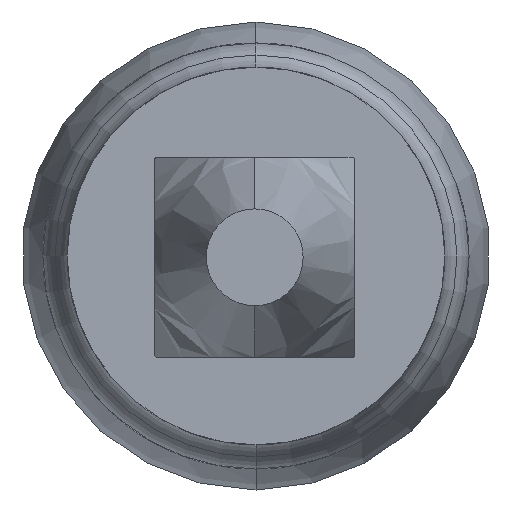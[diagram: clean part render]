
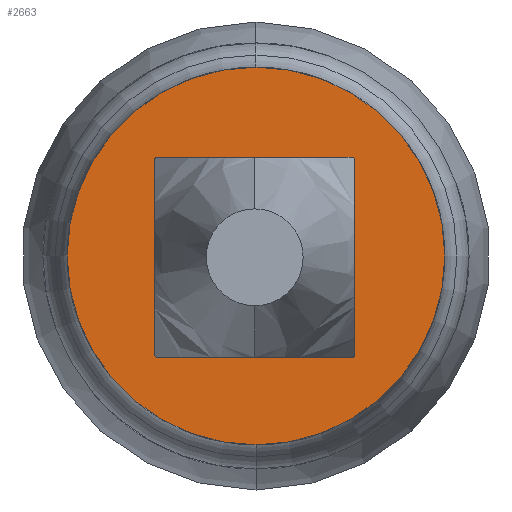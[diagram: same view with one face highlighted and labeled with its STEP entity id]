
A CAD part, front view. The second image highlights one B-rep face of the part: STEP entity #2663.
In plain terms, the highlighted planar face has unit normal (0, -1, 0).
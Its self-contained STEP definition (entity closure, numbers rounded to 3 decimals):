
#25 = CARTESIAN_POINT ( 'NONE',  ( -0.004, -30., -0.004 ) ) ;
#55 = VERTEX_POINT ( 'NONE', #1038 ) ;
#61 = VERTEX_POINT ( 'NONE', #3969 ) ;
#127 = CARTESIAN_POINT ( 'NONE',  ( 0.306, -30., 0. ) ) ;
#141 = LINE ( 'NONE', #2803, #3882 ) ;
#210 = DIRECTION ( 'NONE',  ( 0., -1., 0. ) ) ;
#236 = CARTESIAN_POINT ( 'NONE',  ( 0.301, -30., -0.314 ) ) ;
#273 = DIRECTION ( 'NONE',  ( 0., 0., 1. ) ) ;
#430 = CARTESIAN_POINT ( 'NONE',  ( -0.314, -30., 0.301 ) ) ;
#447 = EDGE_CURVE ( 'Defeature ausgef�hrt6_33+Defeature ausgef�hrt6_2+Defeature ausgef�hrt6_40+Defeature ausgef�hrt6_39', #55, #3623, #2717, .T. ) ;
#454 = CARTESIAN_POINT ( 'NONE',  ( -0.004, -30., -0.004 ) ) ;
#462 = ORIENTED_EDGE ( 'NONE', *, *, #1447, .T. ) ;
#473 = ORIENTED_EDGE ( 'NONE', *, *, #2802, .F. ) ;
#526 = DIRECTION ( 'NONE',  ( 0., 0., -1. ) ) ;
#600 = DIRECTION ( 'NONE',  ( 0., 0., 1. ) ) ;
#705 = AXIS2_PLACEMENT_3D ( 'NONE', #1165, #3726, #754 ) ;
#754 = DIRECTION ( 'NONE',  ( 0., 0., 1. ) ) ;
#913 = AXIS2_PLACEMENT_3D ( 'NONE', #454, #1158, #2969 ) ;
#946 = CARTESIAN_POINT ( 'NONE',  ( -0.004, -30., -0.004 ) ) ;
#949 = CARTESIAN_POINT ( 'NONE',  ( 0.585, -30., 0. ) ) ;
#960 = FACE_OUTER_BOUND ( 'NONE', #4590, .T. ) ;
#1013 = CARTESIAN_POINT ( 'NONE',  ( -0.309, -30., -0.314 ) ) ;
#1014 = AXIS2_PLACEMENT_3D ( 'NONE', #1814, #1826, #4382 ) ;
#1038 = CARTESIAN_POINT ( 'NONE',  ( 0.306, -30., 0.301 ) ) ;
#1158 = DIRECTION ( 'NONE',  ( 0., -1., 0. ) ) ;
#1163 = DIRECTION ( 'NONE',  ( 1., 0., 0. ) ) ;
#1165 = CARTESIAN_POINT ( 'NONE',  ( 0., -30., 0. ) ) ;
#1201 = CIRCLE ( 'NONE', #705, 0.585 ) ;
#1293 = DIRECTION ( 'NONE',  ( 0., 0., 1. ) ) ;
#1328 = PLANE ( 'NONE',  #4456 ) ;
#1401 = DIRECTION ( 'NONE',  ( -1., 0., 0. ) ) ;
#1447 = EDGE_CURVE ( 'Defeature ausgef�hrt6_2+Defeature ausgef�hrt6_37+Defeature ausgef�hrt6_34+Defeature ausgef�hrt6_36', #1689, #4407, #141, .T. ) ;
#1689 = VERTEX_POINT ( 'NONE', #236 ) ;
#1731 = EDGE_CURVE ( 'Defeature ausgef�hrt6_36+Defeature ausgef�hrt6_2+Defeature ausgef�hrt6_38+Defeature ausgef�hrt6_37', #61, #4407, #3013, .T. ) ;
#1791 = ORIENTED_EDGE ( 'NONE', *, *, #1731, .F. ) ;
#1814 = CARTESIAN_POINT ( 'NONE',  ( 0., -30., 0. ) ) ;
#1826 = DIRECTION ( 'NONE',  ( 0., 1., 0. ) ) ;
#1833 = VERTEX_POINT ( 'NONE', #1853 ) ;
#1853 = CARTESIAN_POINT ( 'NONE',  ( 0., -30., -0.585 ) ) ;
#1910 = ORIENTED_EDGE ( 'NONE', *, *, #4691, .T. ) ;
#1928 = VECTOR ( 'NONE', #273, 1000. ) ;
#1996 = AXIS2_PLACEMENT_3D ( 'NONE', #25, #2228, #2219 ) ;
#2007 = EDGE_CURVE ( 'Defeature ausgef�hrt6_2+Defeature ausgef�hrt6_40+Defeature ausgef�hrt6_33+Defeature ausgef�hrt6_34', #55, #4080, #3639, .T. ) ;
#2070 = CARTESIAN_POINT ( 'NONE',  ( 0.301, -30., 0.306 ) ) ;
#2145 = DIRECTION ( 'NONE',  ( 0., -1., 0. ) ) ;
#2176 = DIRECTION ( 'NONE',  ( 0., 0., 1. ) ) ;
#2219 = DIRECTION ( 'NONE',  ( 0., 0., 1. ) ) ;
#2228 = DIRECTION ( 'NONE',  ( 0., -1., 0. ) ) ;
#2321 = ORIENTED_EDGE ( 'NONE', *, *, #2007, .T. ) ;
#2432 = AXIS2_PLACEMENT_3D ( 'NONE', #946, #210, #600 ) ;
#2588 = ORIENTED_EDGE ( 'NONE', *, *, #3818, .T. ) ;
#2663 = ADVANCED_FACE ( 'Defeature ausgef�hrt6_2', ( #4388, #960 ), #1328, .F. ) ;
#2717 = CIRCLE ( 'NONE', #1996, 0.435 ) ;
#2802 = EDGE_CURVE ( 'Defeature ausgef�hrt6_0+Defeature ausgef�hrt6_2+Defeature ausgef�hrt6_2+Defeature ausgef�hrt6_2', #1833, #3327, #3648, .T. ) ;
#2803 = CARTESIAN_POINT ( 'NONE',  ( 0.585, -30., -0.314 ) ) ;
#2807 = CIRCLE ( 'NONE', #913, 0.435 ) ;
#2819 = VERTEX_POINT ( 'NONE', #430 ) ;
#2844 = AXIS2_PLACEMENT_3D ( 'NONE', #3274, #2145, #2176 ) ;
#2886 = CARTESIAN_POINT ( 'NONE',  ( 0.306, -30., -0.309 ) ) ;
#2902 = EDGE_CURVE ( 'Defeature ausgef�hrt6_0+Defeature ausgef�hrt6_2+Defeature ausgef�hrt6_2+Defeature ausgef�hrt6_2', #3327, #1833, #1201, .T. ) ;
#2969 = DIRECTION ( 'NONE',  ( 0., 0., 1. ) ) ;
#2974 = CARTESIAN_POINT ( 'NONE',  ( 0.585, -30., 0.306 ) ) ;
#2975 = CIRCLE ( 'NONE', #2432, 0.435 ) ;
#2982 = VERTEX_POINT ( 'NONE', #3434 ) ;
#3013 = CIRCLE ( 'NONE', #2844, 0.435 ) ;
#3069 = VECTOR ( 'NONE', #526, 1000. ) ;
#3087 = VECTOR ( 'NONE', #1163, 1000. ) ;
#3274 = CARTESIAN_POINT ( 'NONE',  ( -0.004, -30., -0.004 ) ) ;
#3293 = ORIENTED_EDGE ( 'NONE', *, *, #2902, .F. ) ;
#3304 = CARTESIAN_POINT ( 'NONE',  ( 0., -30., 0.585 ) ) ;
#3327 = VERTEX_POINT ( 'NONE', #3304 ) ;
#3420 = EDGE_CURVE ( 'Defeature ausgef�hrt6_34+Defeature ausgef�hrt6_2+Defeature ausgef�hrt6_37+Defeature ausgef�hrt6_40', #1689, #4080, #2807, .T. ) ;
#3434 = CARTESIAN_POINT ( 'NONE',  ( -0.309, -30., 0.306 ) ) ;
#3545 = CARTESIAN_POINT ( 'NONE',  ( -0.314, -30., 0. ) ) ;
#3623 = VERTEX_POINT ( 'NONE', #2070 ) ;
#3639 = LINE ( 'NONE', #127, #3069 ) ;
#3648 = CIRCLE ( 'NONE', #1014, 0.585 ) ;
#3726 = DIRECTION ( 'NONE',  ( 0., 1., 0. ) ) ;
#3780 = EDGE_LOOP ( 'NONE', ( #1791, #2588, #3866, #1910, #4021, #2321, #4589, #462 ) ) ;
#3818 = EDGE_CURVE ( 'Defeature ausgef�hrt6_2+Defeature ausgef�hrt6_38+Defeature ausgef�hrt6_36+Defeature ausgef�hrt6_35', #61, #2819, #3898, .T. ) ;
#3866 = ORIENTED_EDGE ( 'NONE', *, *, #4276, .F. ) ;
#3882 = VECTOR ( 'NONE', #1401, 1000. ) ;
#3898 = LINE ( 'NONE', #3545, #1928 ) ;
#3969 = CARTESIAN_POINT ( 'NONE',  ( -0.314, -30., -0.309 ) ) ;
#4021 = ORIENTED_EDGE ( 'NONE', *, *, #447, .F. ) ;
#4080 = VERTEX_POINT ( 'NONE', #2886 ) ;
#4160 = LINE ( 'NONE', #2974, #3087 ) ;
#4220 = DIRECTION ( 'NONE',  ( 0., 1., 0. ) ) ;
#4276 = EDGE_CURVE ( 'Defeature ausgef�hrt6_35+Defeature ausgef�hrt6_2+Defeature ausgef�hrt6_39+Defeature ausgef�hrt6_38', #2982, #2819, #2975, .T. ) ;
#4382 = DIRECTION ( 'NONE',  ( 0., 0., 1. ) ) ;
#4388 = FACE_BOUND ( 'NONE', #3780, .T. ) ;
#4407 = VERTEX_POINT ( 'NONE', #1013 ) ;
#4456 = AXIS2_PLACEMENT_3D ( 'NONE', #949, #4220, #1293 ) ;
#4589 = ORIENTED_EDGE ( 'NONE', *, *, #3420, .F. ) ;
#4590 = EDGE_LOOP ( 'NONE', ( #3293, #473 ) ) ;
#4691 = EDGE_CURVE ( 'Defeature ausgef�hrt6_2+Defeature ausgef�hrt6_39+Defeature ausgef�hrt6_35+Defeature ausgef�hrt6_33', #2982, #3623, #4160, .T. ) ;
